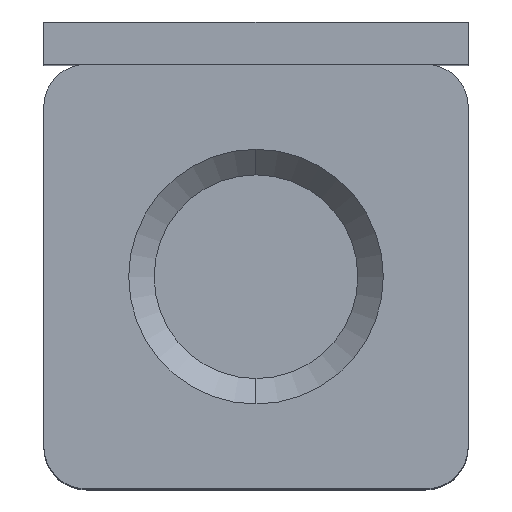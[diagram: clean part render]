
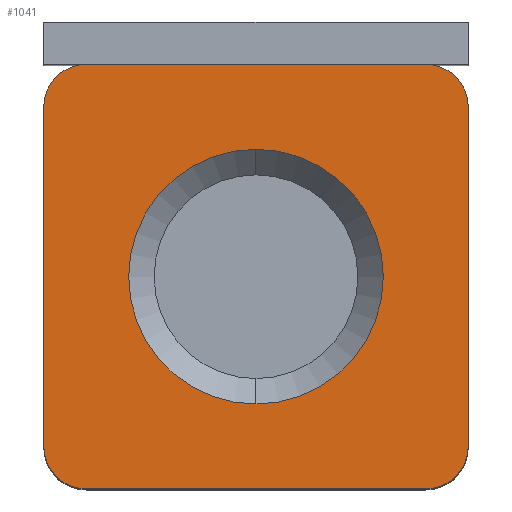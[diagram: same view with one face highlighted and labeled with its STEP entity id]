
A CAD part, top view. The second image highlights one B-rep face of the part: STEP entity #1041.
In plain terms, the highlighted planar face has unit normal (0, 0, 1).
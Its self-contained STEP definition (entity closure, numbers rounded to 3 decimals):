
#29 = CARTESIAN_POINT ( 'NONE',  ( 0., 4., 3.8 ) ) ;
#54 = CARTESIAN_POINT ( 'NONE',  ( -2.5, 4.5, 3.8 ) ) ;
#59 = DIRECTION ( 'NONE',  ( 0., -1., 0. ) ) ;
#91 = EDGE_LOOP ( 'NONE', ( #796, #384 ) ) ;
#92 = LINE ( 'NONE', #893, #2867 ) ;
#115 = DIRECTION ( 'NONE',  ( 0., 1., 0. ) ) ;
#137 = CARTESIAN_POINT ( 'NONE',  ( -2., 0.5, 3.8 ) ) ;
#144 = AXIS2_PLACEMENT_3D ( 'NONE', #1826, #465, #195 ) ;
#195 = DIRECTION ( 'NONE',  ( 0., 1., 0. ) ) ;
#349 = CARTESIAN_POINT ( 'NONE',  ( 2., 0., 3.8 ) ) ;
#382 = DIRECTION ( 'NONE',  ( 0., 0., 1. ) ) ;
#383 = VECTOR ( 'NONE', #59, 1000. ) ;
#384 = ORIENTED_EDGE ( 'NONE', *, *, #2018, .T. ) ;
#465 = DIRECTION ( 'NONE',  ( 0., 0., -1. ) ) ;
#519 = CARTESIAN_POINT ( 'NONE',  ( 0., 1., 3.8 ) ) ;
#649 = LINE ( 'NONE', #2082, #3508 ) ;
#796 = ORIENTED_EDGE ( 'NONE', *, *, #2658, .T. ) ;
#867 = FACE_BOUND ( 'NONE', #91, .T. ) ;
#882 = CARTESIAN_POINT ( 'NONE',  ( 2.5, 4.5, 3.8 ) ) ;
#893 = CARTESIAN_POINT ( 'NONE',  ( 2.5, 0., 3.8 ) ) ;
#897 = CARTESIAN_POINT ( 'NONE',  ( -2., 0., 3.8 ) ) ;
#966 = DIRECTION ( 'NONE',  ( 0., 0., -1. ) ) ;
#1009 = PLANE ( 'NONE',  #144 ) ;
#1041 = ADVANCED_FACE ( 'NONE', ( #867, #1863 ), #1009, .F. ) ;
#1043 = EDGE_LOOP ( 'NONE', ( #2780, #1116, #2095, #1842, #2807, #1325, #3563, #2062 ) ) ;
#1080 = DIRECTION ( 'NONE',  ( 0., 1., 0. ) ) ;
#1098 = DIRECTION ( 'NONE',  ( 0., 0., 1. ) ) ;
#1116 = ORIENTED_EDGE ( 'NONE', *, *, #3163, .T. ) ;
#1147 = DIRECTION ( 'NONE',  ( -1., 0., 0. ) ) ;
#1190 = CARTESIAN_POINT ( 'NONE',  ( -2.5, 5., 3.8 ) ) ;
#1237 = EDGE_CURVE ( 'NONE', #3287, #1676, #2272, .T. ) ;
#1303 = AXIS2_PLACEMENT_3D ( 'NONE', #3414, #2015, #1751 ) ;
#1325 = ORIENTED_EDGE ( 'NONE', *, *, #1878, .T. ) ;
#1422 = VERTEX_POINT ( 'NONE', #1453 ) ;
#1453 = CARTESIAN_POINT ( 'NONE',  ( -2.5, 0.5, 3.8 ) ) ;
#1575 = VERTEX_POINT ( 'NONE', #897 ) ;
#1630 = CARTESIAN_POINT ( 'NONE',  ( 2., 4.5, 3.8 ) ) ;
#1665 = VERTEX_POINT ( 'NONE', #519 ) ;
#1670 = CARTESIAN_POINT ( 'NONE',  ( 0., 2.5, 3.8 ) ) ;
#1676 = VERTEX_POINT ( 'NONE', #2450 ) ;
#1705 = CIRCLE ( 'NONE', #3436, 0.5 ) ;
#1751 = DIRECTION ( 'NONE',  ( 0., 1., 0. ) ) ;
#1754 = LINE ( 'NONE', #1190, #383 ) ;
#1826 = CARTESIAN_POINT ( 'NONE',  ( 2.5, 5., 3.8 ) ) ;
#1842 = ORIENTED_EDGE ( 'NONE', *, *, #2901, .T. ) ;
#1863 = FACE_OUTER_BOUND ( 'NONE', #1043, .T. ) ;
#1877 = VERTEX_POINT ( 'NONE', #349 ) ;
#1878 = EDGE_CURVE ( 'NONE', #1877, #3454, #2558, .T. ) ;
#1898 = DIRECTION ( 'NONE',  ( 0., 1., 0. ) ) ;
#1958 = DIRECTION ( 'NONE',  ( 0., 1., 0. ) ) ;
#2015 = DIRECTION ( 'NONE',  ( 0., 0., 1. ) ) ;
#2018 = EDGE_CURVE ( 'NONE', #1665, #3204, #2049, .T. ) ;
#2049 = CIRCLE ( 'NONE', #3165, 1.5 ) ;
#2062 = ORIENTED_EDGE ( 'NONE', *, *, #1237, .T. ) ;
#2082 = CARTESIAN_POINT ( 'NONE',  ( 2.5, 5., 3.8 ) ) ;
#2088 = EDGE_CURVE ( 'NONE', #3287, #3454, #649, .T. ) ;
#2093 = CARTESIAN_POINT ( 'NONE',  ( 0., 2.5, 3.8 ) ) ;
#2095 = ORIENTED_EDGE ( 'NONE', *, *, #3336, .T. ) ;
#2139 = CARTESIAN_POINT ( 'NONE',  ( -2., 5., 3.8 ) ) ;
#2200 = DIRECTION ( 'NONE',  ( 0., 0., 1. ) ) ;
#2272 = CIRCLE ( 'NONE', #2926, 0.5 ) ;
#2297 = CIRCLE ( 'NONE', #3577, 0.5 ) ;
#2311 = EDGE_CURVE ( 'NONE', #1877, #1575, #92, .T. ) ;
#2329 = CARTESIAN_POINT ( 'NONE',  ( 2.5, 0.5, 3.8 ) ) ;
#2450 = CARTESIAN_POINT ( 'NONE',  ( 2., 5., 3.8 ) ) ;
#2461 = CIRCLE ( 'NONE', #3067, 1.5 ) ;
#2507 = LINE ( 'NONE', #2770, #3268 ) ;
#2558 = CIRCLE ( 'NONE', #1303, 0.5 ) ;
#2617 = EDGE_CURVE ( 'NONE', #1676, #2694, #2507, .T. ) ;
#2635 = DIRECTION ( 'NONE',  ( 0., -1., 0. ) ) ;
#2658 = EDGE_CURVE ( 'NONE', #3204, #1665, #2461, .T. ) ;
#2694 = VERTEX_POINT ( 'NONE', #2139 ) ;
#2770 = CARTESIAN_POINT ( 'NONE',  ( 2.5, 5., 3.8 ) ) ;
#2780 = ORIENTED_EDGE ( 'NONE', *, *, #2617, .T. ) ;
#2807 = ORIENTED_EDGE ( 'NONE', *, *, #2311, .F. ) ;
#2867 = VECTOR ( 'NONE', #1147, 1000. ) ;
#2901 = EDGE_CURVE ( 'NONE', #1422, #1575, #2297, .T. ) ;
#2908 = DIRECTION ( 'NONE',  ( 0., 1., 0. ) ) ;
#2926 = AXIS2_PLACEMENT_3D ( 'NONE', #1630, #1098, #1898 ) ;
#2992 = CARTESIAN_POINT ( 'NONE',  ( -2., 4.5, 3.8 ) ) ;
#3067 = AXIS2_PLACEMENT_3D ( 'NONE', #1670, #3371, #1958 ) ;
#3073 = DIRECTION ( 'NONE',  ( -1., 0., 0. ) ) ;
#3163 = EDGE_CURVE ( 'NONE', #2694, #3503, #1705, .T. ) ;
#3165 = AXIS2_PLACEMENT_3D ( 'NONE', #2093, #966, #2908 ) ;
#3204 = VERTEX_POINT ( 'NONE', #29 ) ;
#3268 = VECTOR ( 'NONE', #3073, 1000. ) ;
#3287 = VERTEX_POINT ( 'NONE', #882 ) ;
#3336 = EDGE_CURVE ( 'NONE', #3503, #1422, #1754, .T. ) ;
#3371 = DIRECTION ( 'NONE',  ( 0., 0., -1. ) ) ;
#3414 = CARTESIAN_POINT ( 'NONE',  ( 2., 0.5, 3.8 ) ) ;
#3436 = AXIS2_PLACEMENT_3D ( 'NONE', #2992, #2200, #1080 ) ;
#3454 = VERTEX_POINT ( 'NONE', #2329 ) ;
#3503 = VERTEX_POINT ( 'NONE', #54 ) ;
#3508 = VECTOR ( 'NONE', #2635, 1000. ) ;
#3563 = ORIENTED_EDGE ( 'NONE', *, *, #2088, .F. ) ;
#3577 = AXIS2_PLACEMENT_3D ( 'NONE', #137, #382, #115 ) ;
